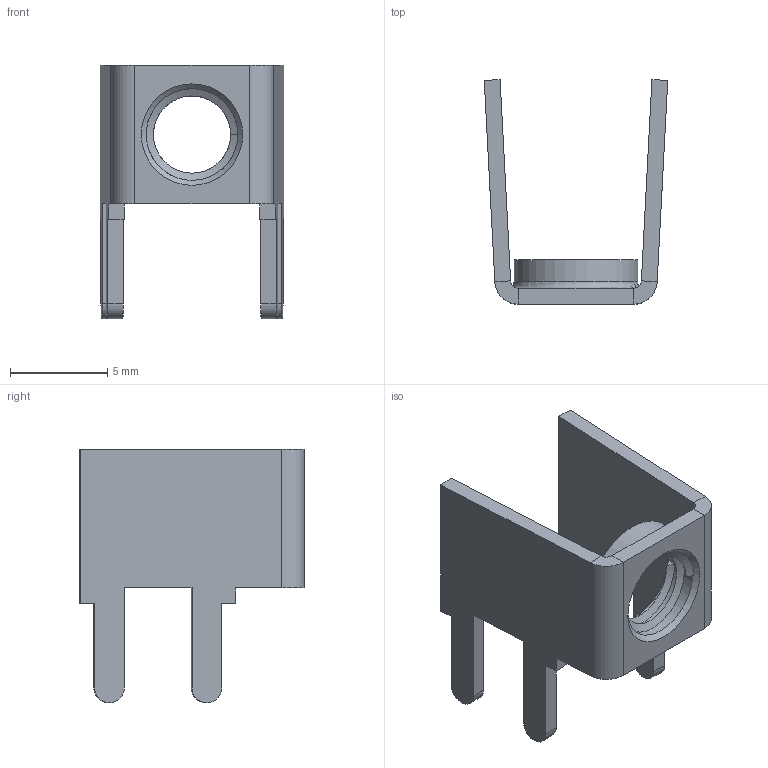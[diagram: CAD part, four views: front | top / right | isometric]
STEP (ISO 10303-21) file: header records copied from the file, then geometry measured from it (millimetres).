
FILE_DESCRIPTION(/* description */ (''),/* implementation_level */ '2;1');
FILE_NAME(/* name */ 'KEYSTONE_7764.stp',/* time_stamp */ '2016-10-28T15:54:24+02:00',/* author */ ('riccim'),/* organization */ ('SolidWorks'),/* preprocessor_version */ 'ST-DEVELOPER v15.5',/* originating_system */ 'AutoCAD Mechanical',/* authorisation */ ' ');
FILE_SCHEMA (('AUTOMOTIVE_DESIGN { 1 0 10303 214 3 1 1 }'));
Length unit declared in the file: millimetre
Products named in the file (1): Product
Bounding box: 9.41 x 11.52 x 13 mm (x, y, z)
Volume: 206.3 mm3; surface area: 615.2 mm2
Topology: 1 solids, 1 shells, 56 faces, 139 edges, 85 vertices
Faces by surface type: plane 38, cylinder 13, cone 2, bspline 2, torus 1
Full cylindrical faces by diameter (mm): 4.699 x2, 6.325 x1
Entity records: 1847 total; most frequent: CARTESIAN_POINT 560, ORIENTED_EDGE 256, DIRECTION 255, EDGE_CURVE 128, LINE 97, VECTOR 97, VERTEX_POINT 81, AXIS2_PLACEMENT_3D 79
